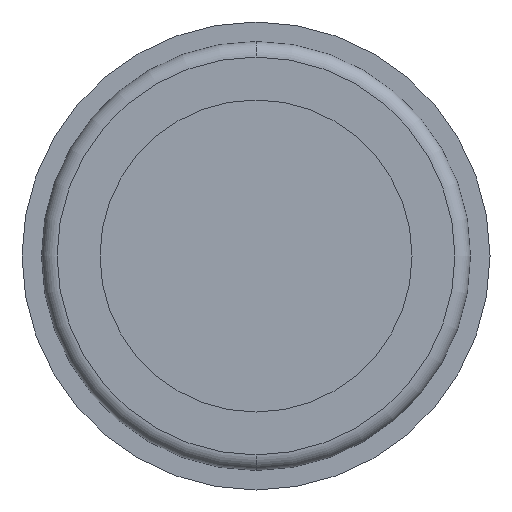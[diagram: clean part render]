
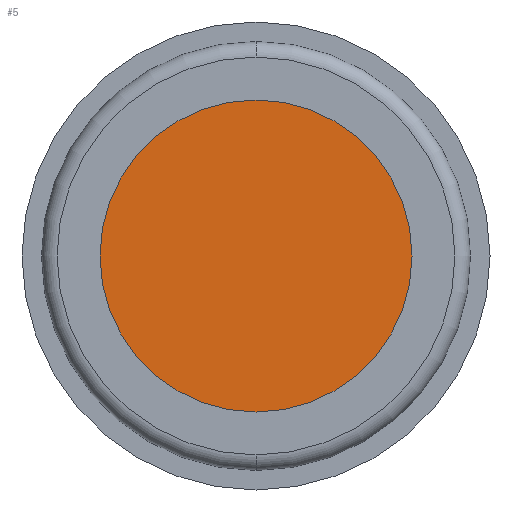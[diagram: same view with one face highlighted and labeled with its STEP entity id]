
A CAD part, front view. The second image highlights one B-rep face of the part: STEP entity #5.
In plain terms, the highlighted planar face has unit normal (0, -1, 0).
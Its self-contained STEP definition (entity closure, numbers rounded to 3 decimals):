
#5 = ADVANCED_FACE ( 'NONE', ( #365 ), #297, .F. ) ;
#22 = EDGE_CURVE ( 'NONE', #496, #439, #167, .T. ) ;
#65 = EDGE_CURVE ( 'NONE', #439, #496, #198, .T. ) ;
#105 = EDGE_LOOP ( 'NONE', ( #451, #443 ) ) ;
#158 = AXIS2_PLACEMENT_3D ( 'NONE', #317, #299, #312 ) ;
#167 = CIRCLE ( 'NONE', #158, 20. ) ;
#175 = AXIS2_PLACEMENT_3D ( 'NONE', #762, #764, #742 ) ;
#197 = AXIS2_PLACEMENT_3D ( 'NONE', #331, #337, #276 ) ;
#198 = CIRCLE ( 'NONE', #175, 20. ) ;
#276 = DIRECTION ( 'NONE',  ( 0., 0., 1. ) ) ;
#297 = PLANE ( 'NONE',  #197 ) ;
#299 = DIRECTION ( 'NONE',  ( 0., 1., 0. ) ) ;
#312 = DIRECTION ( 'NONE',  ( 0., 0., 1. ) ) ;
#317 = CARTESIAN_POINT ( 'NONE',  ( 0., 12.9, 0. ) ) ;
#331 = CARTESIAN_POINT ( 'NONE',  ( 20., 12.9, 0. ) ) ;
#337 = DIRECTION ( 'NONE',  ( 0., 1., 0. ) ) ;
#365 = FACE_OUTER_BOUND ( 'NONE', #105, .T. ) ;
#439 = VERTEX_POINT ( 'NONE', #706 ) ;
#443 = ORIENTED_EDGE ( 'NONE', *, *, #65, .F. ) ;
#451 = ORIENTED_EDGE ( 'NONE', *, *, #22, .F. ) ;
#496 = VERTEX_POINT ( 'NONE', #653 ) ;
#653 = CARTESIAN_POINT ( 'NONE',  ( 0., 12.9, 20. ) ) ;
#706 = CARTESIAN_POINT ( 'NONE',  ( 0., 12.9, -20. ) ) ;
#742 = DIRECTION ( 'NONE',  ( 0., 0., 1. ) ) ;
#762 = CARTESIAN_POINT ( 'NONE',  ( 0., 12.9, 0. ) ) ;
#764 = DIRECTION ( 'NONE',  ( 0., 1., 0. ) ) ;
